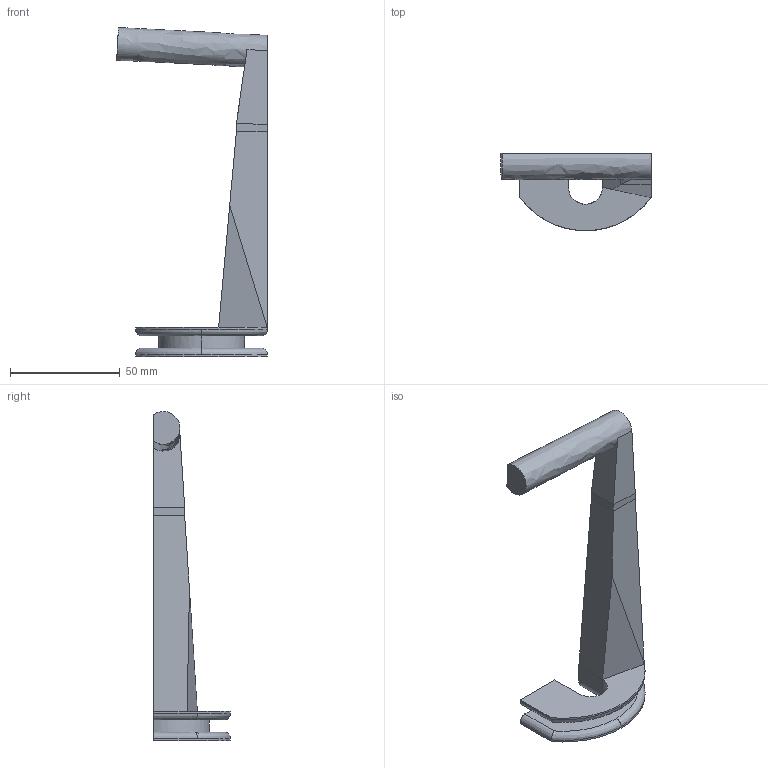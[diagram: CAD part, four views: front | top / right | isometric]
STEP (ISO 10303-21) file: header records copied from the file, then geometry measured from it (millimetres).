
FILE_DESCRIPTION(/* description */ (''),/* implementation_level */ '2;1');
FILE_NAME(/* name */ 'BTF+',/* time_stamp */ '2017-10-19T12:59:44+01:00',/* author */ (''),/* organization */ (''),/* preprocessor_version */ 'ST-DEVELOPER v10',/* originating_system */ '',/* authorisation */ '');
FILE_SCHEMA (('CONFIG_CONTROL_DESIGN'));
Length unit declared in the file: millimetre
Products named in the file (1): 1
Bounding box: 68.56 x 35.01 x 149.85 mm (x, y, z)
Surface area: 17645.7 mm2 (no closed solid volume)
Topology: 0 solids, 1 shells, 44 faces, 113 edges, 67 vertices
Faces by surface type: bspline 26, plane 18
Entity records: 1922 total; most frequent: CARTESIAN_POINT 1208, ORIENTED_EDGE 220, EDGE_CURVE 113, VERTEX_POINT 67, B_SPLINE_CURVE_WITH_KNOTS 43, ADVANCED_FACE 42, FACE_OUTER_BOUND 42, EDGE_LOOP 42
